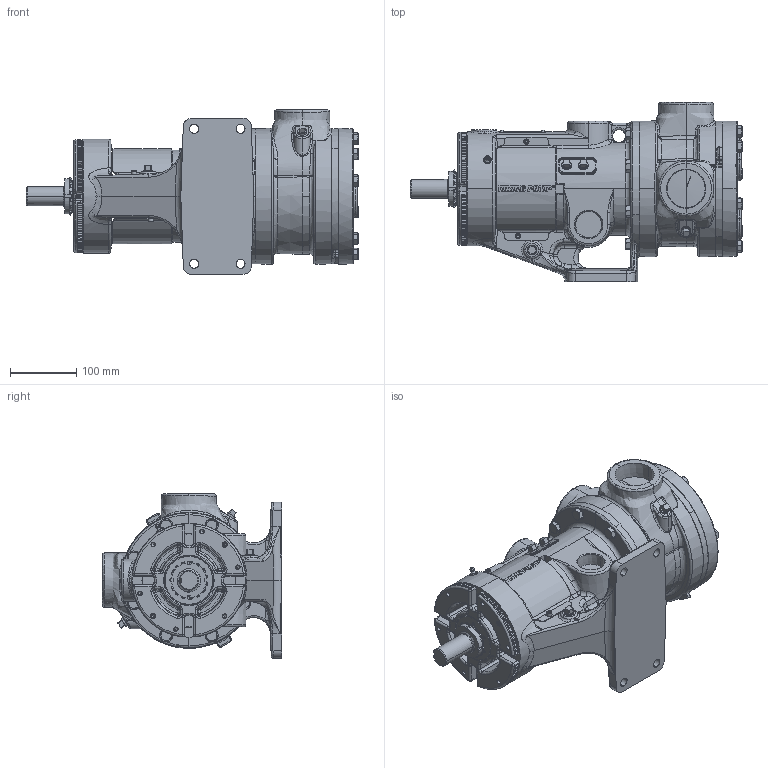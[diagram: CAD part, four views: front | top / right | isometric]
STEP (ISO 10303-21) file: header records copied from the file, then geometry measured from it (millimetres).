
FILE_DESCRIPTION (( 'STEP AP214' ), '1' );
FILE_NAME ('KV-2737.step', '2025-12-05T03:17:45', ( '' ), ( '' ), 'SwSTEP 2.0', 'SolidWorks 2024', '' );
FILE_SCHEMA (( 'AUTOMOTIVE_DESIGN' ));
Products named in the file (1): KV-2737
Bounding box: 499.86 x 270.16 x 247.94 mm (x, y, z)
Volume: 9607742.6 mm3; surface area: 600401.7 mm2
Topology: 1 solids, 1 shells, 3651 faces, 9215 edges, 5711 vertices
Faces by surface type: plane 1235, bspline 1070, cone 730, cylinder 416, torus 148, sphere 52
Entity records: 241244 total; most frequent: CARTESIAN_POINT 163420, ORIENTED_EDGE 18272, DIRECTION 12951, EDGE_CURVE 9136, VERTEX_POINT 5707, AXIS2_PLACEMENT_3D 4930, EDGE_LOOP 3895, ADVANCED_FACE 3651
